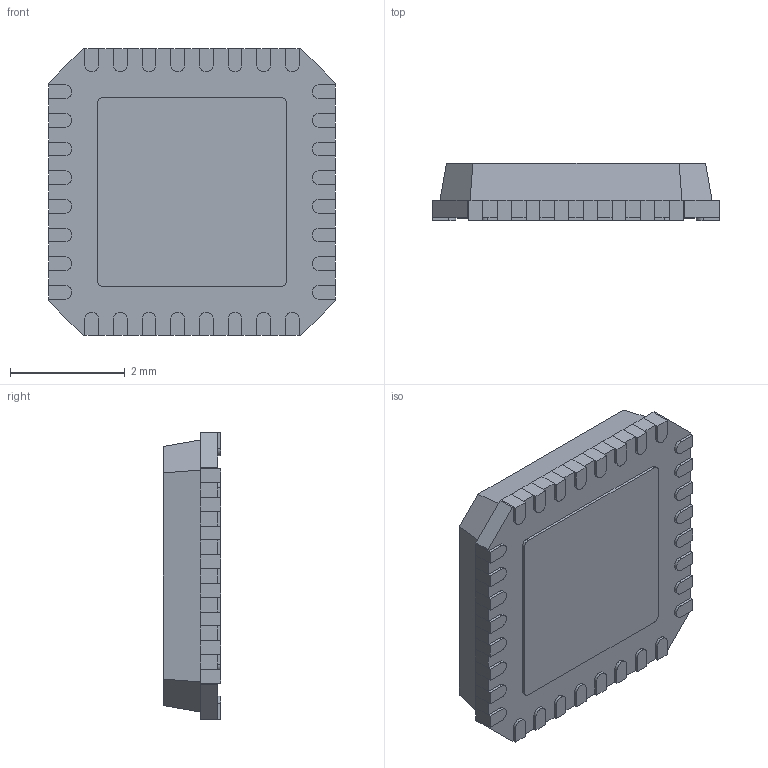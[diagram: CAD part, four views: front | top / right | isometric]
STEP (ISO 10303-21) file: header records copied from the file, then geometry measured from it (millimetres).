
FILE_DESCRIPTION (( 'STEP AP214' ), '1' );
FILE_NAME ('USB3300-EZK-TR.STEP', '2024-02-07T12:53:45', ( 'LENOVO' ), ( '' ), 'SwSTEP 2.0', 'SolidWorks 2021', '' );
FILE_SCHEMA (( 'AUTOMOTIVE_DESIGN' ));
Length unit declared in the file: millimetre
Products named in the file (1): USB3300-EZK-TR
Bounding box: 5 x 1 x 5 mm (x, y, z)
Volume: 21.6 mm3; surface area: 118.1 mm2
Topology: 35 solids, 35 shells, 444 faces, 1052 edges, 680 vertices
Faces by surface type: plane 352, cylinder 92
Entity records: 12948 total; most frequent: CARTESIAN_POINT 2177, DIRECTION 2126, ORIENTED_EDGE 2104, EDGE_CURVE 1052, VECTOR 868, LINE 868, VERTEX_POINT 680, AXIS2_PLACEMENT_3D 629
